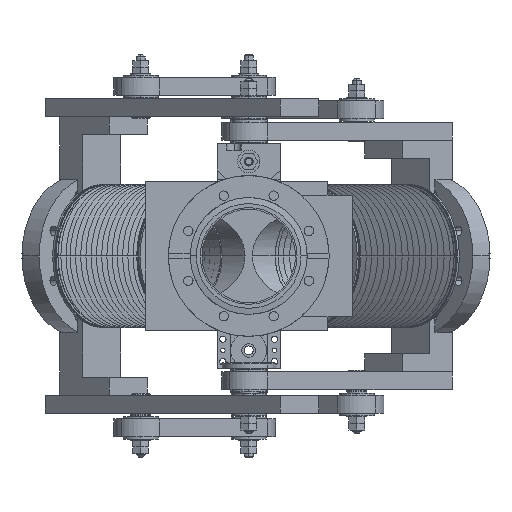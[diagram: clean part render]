
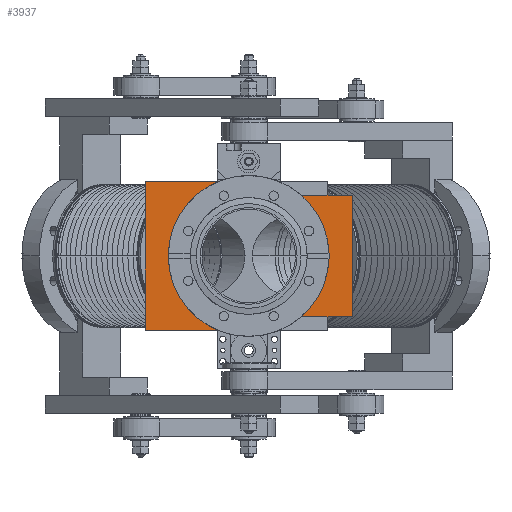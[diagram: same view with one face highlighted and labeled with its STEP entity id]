
A CAD part, left-side view. The second image highlights one B-rep face of the part: STEP entity #3937.
In plain terms, the highlighted planar face has unit normal (-1, 0, 0).
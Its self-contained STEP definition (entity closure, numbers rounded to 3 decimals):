
#3578=CARTESIAN_POINT('POINT216',(-19.05,-6.35,0.));
#3579=VERTEX_POINT('VERTEX216',#3578);
#3586=CARTESIAN_POINT('POINT217',(-19.05,73.025,0.));
#3587=VERTEX_POINT('VERTEX217',#3586);
#3588=CARTESIAN_POINT('POS366',(-19.05,36.513,0.));
#3589=DIRECTION('DIR625',(0.,-1.,0.));
#3590=VECTOR('VEC107',#3589,1.);
#3591=LINE('STRAIGHT107',#3588,#3590);
#3592=EDGE_CURVE('EDGE332',#3587,#3579,#3591,.T.);
#3639=CARTESIAN_POINT('POINT218',(-19.05,73.025,104.775))
   ;
#3640=VERTEX_POINT('VERTEX218',#3639);
#3641=CARTESIAN_POINT('POS369',(-19.05,73.025,0.));
#3642=DIRECTION('DIR629',(0.,0.,-1.));
#3643=VECTOR('VEC109',#3642,1.);
#3644=LINE('STRAIGHT109',#3641,#3643);
#3645=EDGE_CURVE('EDGE334',#3587,#3640,#3644,.F.);
#3666=CARTESIAN_POINT('POINT219',(-19.05,-6.35,104.775));
#3667=VERTEX_POINT('VERTEX219',#3666);
#3668=CARTESIAN_POINT('POS372',(-19.05,36.513,104.775));
#3669=DIRECTION('DIR633',(0.,1.,0.));
#3670=VECTOR('VEC111',#3669,1.);
#3671=LINE('STRAIGHT111',#3668,#3670);
#3672=EDGE_CURVE('EDGE336',#3640,#3667,#3671,.F.);
#3716=CARTESIAN_POINT('POINT220',(-19.05,-6.35,95.25));
#3717=VERTEX_POINT('VERTEX220',#3716);
#3718=CARTESIAN_POINT('POS375',(-19.05,-6.35,52.388));
#3719=DIRECTION('DIR637',(0.,0.,-1.));
#3720=VECTOR('VEC113',#3719,1.);
#3721=LINE('STRAIGHT113',#3718,#3720);
#3722=EDGE_CURVE('EDGE338',#3667,#3717,#3721,.T.);
#3743=CARTESIAN_POINT('POINT221',(-19.05,-73.025,95.25));
#3744=VERTEX_POINT('VERTEX221',#3743);
#3745=CARTESIAN_POINT('POS378',(-19.05,36.513,95.25));
#3746=DIRECTION('DIR641',(0.,1.,0.));
#3747=VECTOR('VEC115',#3746,1.);
#3748=LINE('STRAIGHT115',#3745,#3747);
#3749=EDGE_CURVE('EDGE340',#3717,#3744,#3748,.F.);
#3785=CARTESIAN_POINT('POINT222',(-19.05,-73.025,9.525));
#3786=VERTEX_POINT('VERTEX222',#3785);
#3795=CARTESIAN_POINT('POS382',(-19.05,-73.025,0.));
#3796=DIRECTION('DIR646',(0.,0.,1.));
#3797=VECTOR('VEC118',#3796,1.);
#3798=LINE('STRAIGHT118',#3795,#3797);
#3799=EDGE_CURVE('EDGE343',#3786,#3744,#3798,.T.);
#3809=CARTESIAN_POINT('POINT223',(-19.05,-6.35,9.525));
#3810=VERTEX_POINT('VERTEX223',#3809);
#3811=CARTESIAN_POINT('POS384',(-19.05,36.513,9.525));
#3812=DIRECTION('DIR649',(0.,-1.,0.));
#3813=VECTOR('VEC119',#3812,1.);
#3814=LINE('STRAIGHT119',#3811,#3813);
#3815=EDGE_CURVE('EDGE344',#3810,#3786,#3814,.T.);
#3858=CARTESIAN_POINT('POS387',(-19.05,-6.35,
   0.));
#3859=DIRECTION('DIR653',(0.,0.,1.));
#3860=VECTOR('VEC121',#3859,1.);
#3861=LINE('STRAIGHT121',#3858,#3860);
#3862=EDGE_CURVE('EDGE346',#3579,#3810,#3861,.T.);
#3902=ORIENTED_EDGE('COEDGE687',*,*,#3862,.T.);
#3903=ORIENTED_EDGE('COEDGE688',*,*,#3815,.T.);
#3904=ORIENTED_EDGE('COEDGE689',*,*,#3799,.T.);
#3905=ORIENTED_EDGE('COEDGE690',*,*,#3749,.F.);
#3906=ORIENTED_EDGE('COEDGE691',*,*,#3722,.F.);
#3907=ORIENTED_EDGE('COEDGE692',*,*,#3672,.F.);
#3908=ORIENTED_EDGE('COEDGE693',*,*,#3645,.F.);
#3909=ORIENTED_EDGE('COEDGE694',*,*,#3592,.T.);
#3910=EDGE_LOOP('NONE',(#3902,#3903,#3904,#3905,#3906,#3907,#3908,#3909)
   );
#3911=FACE_BOUND('LOOP1',#3910,.T.);
#3912=CARTESIAN_POINT('POINT226',(-19.05,42.85,52.388)
   );
#3913=VERTEX_POINT('VERTEX226',#3912);
#3914=CARTESIAN_POINT('POINT227',(-19.05,-42.85,52.388
   ));
#3915=VERTEX_POINT('VERTEX227',#3914);
#3916=CARTESIAN_POINT('POS392',(-19.05,0.,52.388));
#3917=DIRECTION('DIR662',(-1.,0.,0.));
#3918=DIRECTION('DIR663',(0.,-1.,0.));
#3919=AXIS2_PLACEMENT_3D('AXIS271',#3916,#3917,#3918);
#3920=CIRCLE('ELLIPSE180',#3919,42.85);
#3921=EDGE_CURVE('EDGE349',#3913,#3915,#3920,.F.);
#3922=ORIENTED_EDGE('COEDGE695',*,*,#3921,.T.);
#3923=CARTESIAN_POINT('POS393',(-19.05,0.,52.388));
#3924=DIRECTION('DIR664',(-1.,0.,0.));
#3925=DIRECTION('DIR665',(0.,-1.,0.));
#3926=AXIS2_PLACEMENT_3D('AXIS272',#3923,#3924,#3925);
#3927=CIRCLE('ELLIPSE181',#3926,42.85);
#3928=EDGE_CURVE('EDGE350',#3915,#3913,#3927,.F.);
#3929=ORIENTED_EDGE('COEDGE696',*,*,#3928,.T.);
#3930=EDGE_LOOP('NONE',(#3922,#3929));
#3931=FACE_BOUND('LOOP1',#3930,.T.);
#3932=CARTESIAN_POINT('POS394',(-19.05,73.025,0.));
#3933=DIRECTION('DIR666',(-1.,0.,0.));
#3934=DIRECTION('DIR667',(0.,1.,0.));
#3935=AXIS2_PLACEMENT_3D('AXIS273',#3932,#3933,#3934);
#3936=PLANE('PLANE49',#3935);
#3937=ADVANCED_FACE('FACE155',(#3911,#3931),#3936,.T.);
